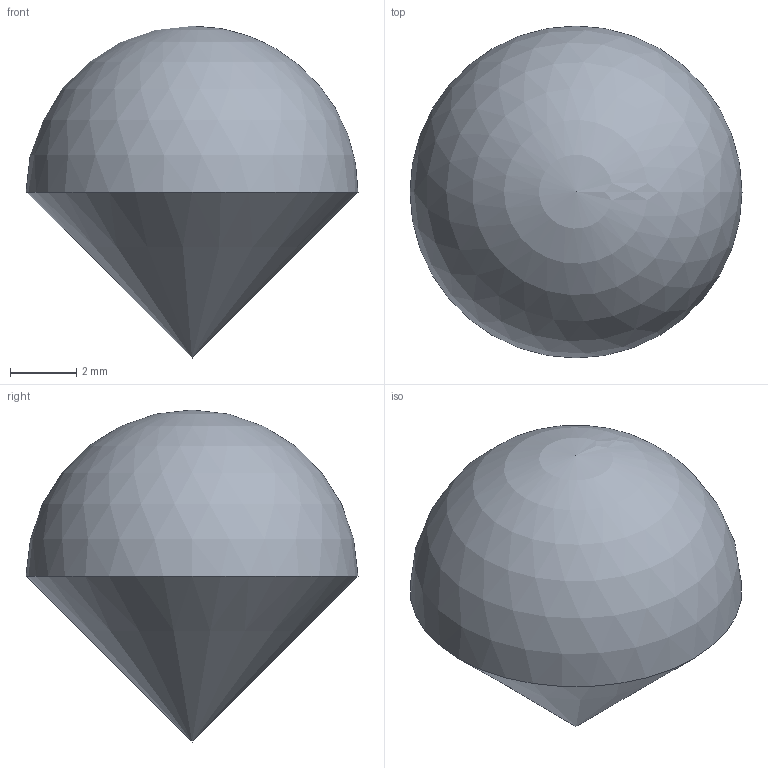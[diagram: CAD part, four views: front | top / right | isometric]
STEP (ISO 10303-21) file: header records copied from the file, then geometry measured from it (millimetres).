
FILE_DESCRIPTION(('FreeCAD Model'),'2;1');
FILE_NAME('cone+sphere_1.step', '2017-04-02T18:53:16',('Author'),(''), 'Open CASCADE STEP processor 6.8','FreeCAD','Unknown');
FILE_SCHEMA(('AUTOMOTIVE_DESIGN_CC2 { 1 2 10303 214 -1 1 5 4 }'));
Length unit declared in the file: millimetre
Products named in the file (2): ASSEMBLY; Fusion
Assembly tree (1 placements, depth 2):
  ASSEMBLY
    Fusion
Bounding box: 10 x 10 x 10 mm (x, y, z)
Volume: 392.7 mm3; surface area: 268.2 mm2
Topology: 1 solids, 1 shells, 2 faces, 5 edges, 3 vertices
Faces by surface type: sphere 1, cone 1
Entity records: 131 total; most frequent: DIRECTION 19, CARTESIAN_POINT 16, LINE 7, VECTOR 7, AXIS2_PLACEMENT_3D 6, ORIENTED_EDGE 6, PCURVE 6, DEFINITIONAL_REPRESENTATION 6
